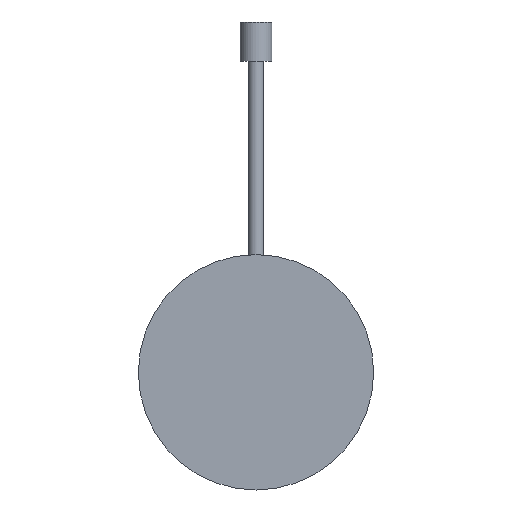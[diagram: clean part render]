
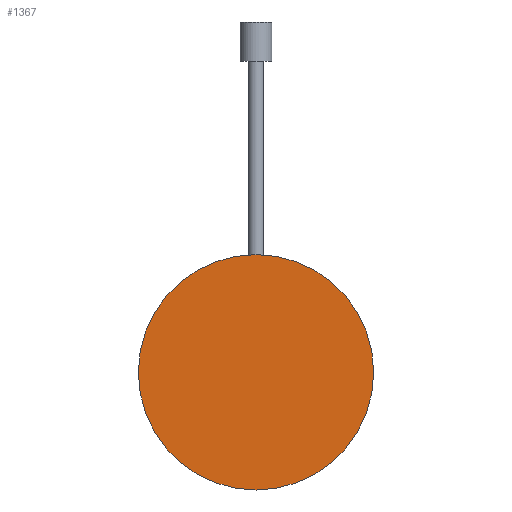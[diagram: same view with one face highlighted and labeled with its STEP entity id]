
A CAD part, front view. The second image highlights one B-rep face of the part: STEP entity #1367.
In plain terms, the highlighted planar face has unit normal (0, -1, 0).
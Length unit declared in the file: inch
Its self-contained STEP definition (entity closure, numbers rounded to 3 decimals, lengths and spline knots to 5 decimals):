
#926 = CARTESIAN_POINT ( 'NONE',  ( 0., 0., -1.5 ) ) ;
#1350 = EDGE_CURVE ( 'NONE', #1540, #1452, #3031, .T. ) ;
#1360 = ORIENTED_EDGE ( 'NONE', *, *, #1506, .F. ) ;
#1367 = ADVANCED_FACE ( 'NONE', ( #3182 ), #3091, .F. ) ;
#1368 = ORIENTED_EDGE ( 'NONE', *, *, #1350, .F. ) ;
#1452 = VERTEX_POINT ( 'NONE', #3301 ) ;
#1506 = EDGE_CURVE ( 'NONE', #1452, #1540, #3329, .T. ) ;
#1528 = EDGE_LOOP ( 'NONE', ( #1368, #1360 ) ) ;
#1540 = VERTEX_POINT ( 'NONE', #926 ) ;
#3002 = CARTESIAN_POINT ( 'NONE',  ( 0., 0., 0. ) ) ;
#3003 = AXIS2_PLACEMENT_3D ( 'NONE', #3002, #3015, #3055 ) ;
#3015 = DIRECTION ( 'NONE',  ( 0., 1., 0. ) ) ;
#3031 = CIRCLE ( 'NONE', #3003, 1.5 ) ;
#3055 = DIRECTION ( 'NONE',  ( 0., 0., 1. ) ) ;
#3073 = AXIS2_PLACEMENT_3D ( 'NONE', #3095, #3094, #3142 ) ;
#3091 = PLANE ( 'NONE',  #3073 ) ;
#3094 = DIRECTION ( 'NONE',  ( 0., 1., 0. ) ) ;
#3095 = CARTESIAN_POINT ( 'NONE',  ( 0., 0., 0. ) ) ;
#3142 = DIRECTION ( 'NONE',  ( 0., 0., 1. ) ) ;
#3182 = FACE_OUTER_BOUND ( 'NONE', #1528, .T. ) ;
#3301 = CARTESIAN_POINT ( 'NONE',  ( 0., 0., 1.5 ) ) ;
#3317 = DIRECTION ( 'NONE',  ( 0., 1., 0. ) ) ;
#3322 = AXIS2_PLACEMENT_3D ( 'NONE', #3323, #3317, #3325 ) ;
#3323 = CARTESIAN_POINT ( 'NONE',  ( 0., 0., 0. ) ) ;
#3325 = DIRECTION ( 'NONE',  ( 0., 0., 1. ) ) ;
#3329 = CIRCLE ( 'NONE', #3322, 1.5 ) ;
